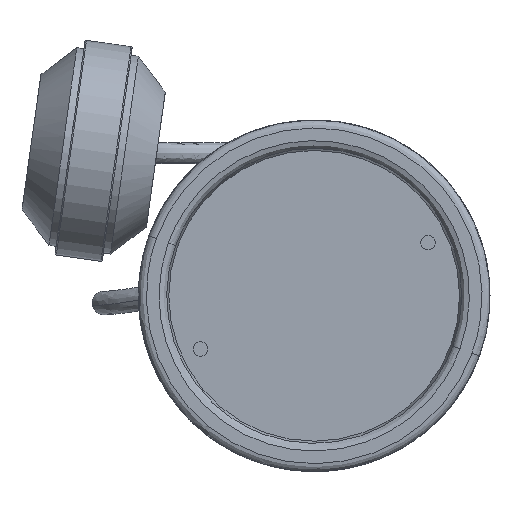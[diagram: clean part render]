
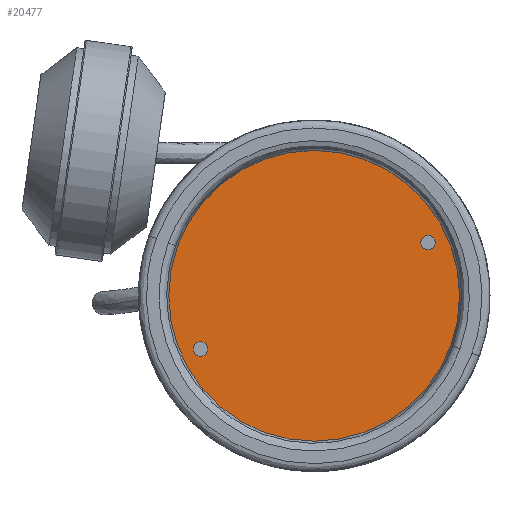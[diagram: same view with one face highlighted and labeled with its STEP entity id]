
A CAD part, front view. The second image highlights one B-rep face of the part: STEP entity #20477.
In plain terms, the highlighted planar face has unit normal (0, -1, 0).
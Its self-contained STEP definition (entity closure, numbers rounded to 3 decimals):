
#4964 = CARTESIAN_POINT ( 'NONE',  ( -110., 5.2, -110. ) ) ;
#6151 = CIRCLE ( 'NONE', #44413, 2.75 ) ;
#6273 = ORIENTED_EDGE ( 'NONE', *, *, #44724, .T. ) ;
#6530 = DIRECTION ( 'NONE',  ( 0., -1., 0. ) ) ;
#6964 = CARTESIAN_POINT ( 'NONE',  ( 33.588, 5.2, 33.588 ) ) ;
#9212 = CARTESIAN_POINT ( 'NONE',  ( 0., 5.2, 55. ) ) ;
#9866 = FACE_BOUND ( 'NONE', #48812, .T. ) ;
#10886 = CARTESIAN_POINT ( 'NONE',  ( -36.338, 5.2, -33.588 ) ) ;
#12646 = ORIENTED_EDGE ( 'NONE', *, *, #32032, .F. ) ;
#13361 = CIRCLE ( 'NONE', #24725, 55. ) ;
#13475 = CARTESIAN_POINT ( 'NONE',  ( 0., 5.2, 0. ) ) ;
#14532 = CIRCLE ( 'NONE', #23043, 2.75 ) ;
#15249 = VERTEX_POINT ( 'NONE', #26282 ) ;
#16442 = VERTEX_POINT ( 'NONE', #61082 ) ;
#18880 = AXIS2_PLACEMENT_3D ( 'NONE', #57940, #58378, #38405 ) ;
#20477 = ADVANCED_FACE ( 'NONE', ( #9866, #59094, #65319 ), #44914, .F. ) ;
#23043 = AXIS2_PLACEMENT_3D ( 'NONE', #75696, #28644, #82786 ) ;
#23363 = VERTEX_POINT ( 'NONE', #10886 ) ;
#24725 = AXIS2_PLACEMENT_3D ( 'NONE', #39779, #73067, #32236 ) ;
#26282 = CARTESIAN_POINT ( 'NONE',  ( 36.338, 5.2, 33.588 ) ) ;
#27825 = EDGE_CURVE ( 'NONE', #15249, #16442, #75345, .T. ) ;
#28644 = DIRECTION ( 'NONE',  ( 0., -1., 0. ) ) ;
#32009 = DIRECTION ( 'NONE',  ( 0., 1., 0. ) ) ;
#32032 = EDGE_CURVE ( 'NONE', #23363, #36395, #14532, .T. ) ;
#32236 = DIRECTION ( 'NONE',  ( 0., 0., -1. ) ) ;
#32240 = DIRECTION ( 'NONE',  ( 1., 0., 0. ) ) ;
#32715 = DIRECTION ( 'NONE',  ( 1., 0., 0. ) ) ;
#36395 = VERTEX_POINT ( 'NONE', #58725 ) ;
#38059 = AXIS2_PLACEMENT_3D ( 'NONE', #4964, #32009, #85719 ) ;
#38405 = DIRECTION ( 'NONE',  ( 1., 0., 0. ) ) ;
#39162 = EDGE_LOOP ( 'NONE', ( #58367, #12646 ) ) ;
#39779 = CARTESIAN_POINT ( 'NONE',  ( 0., 5.2, 0. ) ) ;
#41100 = EDGE_CURVE ( 'NONE', #36395, #23363, #6151, .T. ) ;
#41407 = DIRECTION ( 'NONE',  ( 0., 0., -1. ) ) ;
#42065 = VERTEX_POINT ( 'NONE', #79637 ) ;
#42096 = ORIENTED_EDGE ( 'NONE', *, *, #68806, .T. ) ;
#44413 = AXIS2_PLACEMENT_3D ( 'NONE', #58882, #72639, #32240 ) ;
#44724 = EDGE_CURVE ( 'NONE', #42065, #55873, #13361, .T. ) ;
#44914 = PLANE ( 'NONE',  #38059 ) ;
#48429 = AXIS2_PLACEMENT_3D ( 'NONE', #6964, #6530, #32715 ) ;
#48812 = EDGE_LOOP ( 'NONE', ( #87483, #68252 ) ) ;
#49216 = EDGE_LOOP ( 'NONE', ( #6273, #42096 ) ) ;
#55873 = VERTEX_POINT ( 'NONE', #9212 ) ;
#57940 = CARTESIAN_POINT ( 'NONE',  ( 33.588, 5.2, 33.588 ) ) ;
#58367 = ORIENTED_EDGE ( 'NONE', *, *, #41100, .F. ) ;
#58378 = DIRECTION ( 'NONE',  ( 0., -1., 0. ) ) ;
#58725 = CARTESIAN_POINT ( 'NONE',  ( -30.838, 5.2, -33.588 ) ) ;
#58882 = CARTESIAN_POINT ( 'NONE',  ( -33.588, 5.2, -33.588 ) ) ;
#59094 = FACE_BOUND ( 'NONE', #39162, .T. ) ;
#61082 = CARTESIAN_POINT ( 'NONE',  ( 30.838, 5.2, 33.588 ) ) ;
#65319 = FACE_OUTER_BOUND ( 'NONE', #49216, .T. ) ;
#67592 = DIRECTION ( 'NONE',  ( 0., -1., 0. ) ) ;
#68252 = ORIENTED_EDGE ( 'NONE', *, *, #72237, .F. ) ;
#68806 = EDGE_CURVE ( 'NONE', #55873, #42065, #78351, .T. ) ;
#71250 = AXIS2_PLACEMENT_3D ( 'NONE', #13475, #67592, #41407 ) ;
#72237 = EDGE_CURVE ( 'NONE', #16442, #15249, #74087, .T. ) ;
#72639 = DIRECTION ( 'NONE',  ( 0., -1., 0. ) ) ;
#73067 = DIRECTION ( 'NONE',  ( 0., -1., 0. ) ) ;
#74087 = CIRCLE ( 'NONE', #18880, 2.75 ) ;
#75345 = CIRCLE ( 'NONE', #48429, 2.75 ) ;
#75696 = CARTESIAN_POINT ( 'NONE',  ( -33.588, 5.2, -33.588 ) ) ;
#78351 = CIRCLE ( 'NONE', #71250, 55. ) ;
#79637 = CARTESIAN_POINT ( 'NONE',  ( 0., 5.2, -55. ) ) ;
#82786 = DIRECTION ( 'NONE',  ( 1., 0., 0. ) ) ;
#85719 = DIRECTION ( 'NONE',  ( 0., 0., 1. ) ) ;
#87483 = ORIENTED_EDGE ( 'NONE', *, *, #27825, .F. ) ;
